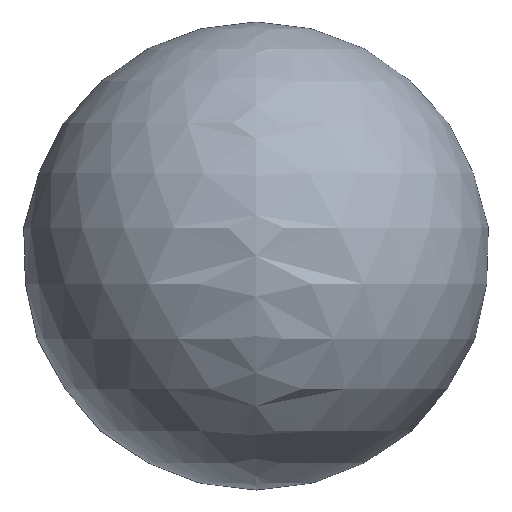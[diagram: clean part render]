
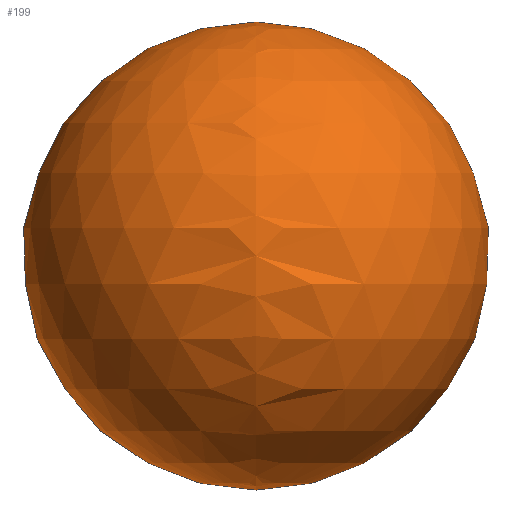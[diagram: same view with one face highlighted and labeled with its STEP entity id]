
A CAD part, left-side view. The second image highlights one B-rep face of the part: STEP entity #199.
In plain terms, the highlighted spherical face has radius 50.8 mm.
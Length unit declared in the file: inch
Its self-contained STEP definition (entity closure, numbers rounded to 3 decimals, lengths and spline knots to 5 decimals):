
#56=SPHERICAL_SURFACE('',#225,2.);
#73=FACE_OUTER_BOUND('',#90,.T.);
#90=EDGE_LOOP('',(#170,#171));
#115=CIRCLE('',#226,2.);
#131=VERTEX_POINT('',#355);
#132=VERTEX_POINT('',#356);
#149=EDGE_CURVE('',#131,#132,#115,.T.);
#170=ORIENTED_EDGE('',*,*,#149,.T.);
#171=ORIENTED_EDGE('',*,*,#149,.F.);
#199=ADVANCED_FACE('',(#73),#56,.T.);
#225=AXIS2_PLACEMENT_3D('',#353,#276,#277);
#226=AXIS2_PLACEMENT_3D('',#354,#278,#279);
#276=DIRECTION('center_axis',(0.,0.,1.));
#277=DIRECTION('ref_axis',(1.,0.,0.));
#278=DIRECTION('center_axis',(0.,1.,0.));
#279=DIRECTION('ref_axis',(0.,0.,-1.));
#353=CARTESIAN_POINT('Origin',(0.,0.,0.));
#354=CARTESIAN_POINT('Origin',(0.,0.,0.));
#355=CARTESIAN_POINT('',(0.,0.,-2.));
#356=CARTESIAN_POINT('',(0.,0.,2.));
